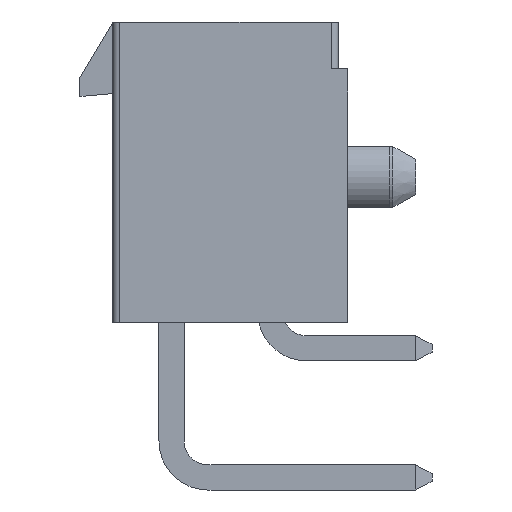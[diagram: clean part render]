
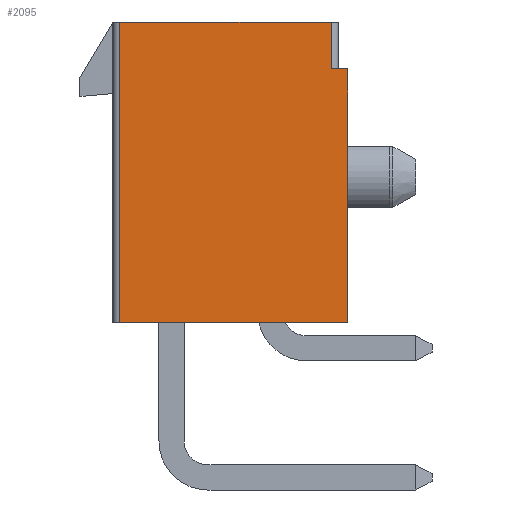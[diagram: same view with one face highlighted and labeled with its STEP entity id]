
A CAD part, left-side view. The second image highlights one B-rep face of the part: STEP entity #2095.
In plain terms, the highlighted planar face has unit normal (-1, 0, 0).
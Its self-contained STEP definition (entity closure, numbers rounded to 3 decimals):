
#26=DIRECTION('',(0.,1.,0.));
#27=VECTOR('',#26,9.);
#28=CARTESIAN_POINT('',(-4.8,0.7,0.));
#29=LINE('',#28,#27);
#151=DIRECTION('',(0.,0.,1.));
#152=VECTOR('',#151,12.8);
#153=CARTESIAN_POINT('',(-4.8,9.7,-12.8));
#154=LINE('',#153,#152);
#160=DIRECTION('',(0.,1.,0.));
#161=VECTOR('',#160,0.7);
#162=CARTESIAN_POINT('',(-4.8,0.,-2.));
#163=LINE('',#162,#161);
#164=DIRECTION('',(0.,1.,0.));
#165=VECTOR('',#164,9.7);
#166=CARTESIAN_POINT('',(-4.8,0.,-12.8));
#167=LINE('',#166,#165);
#168=DIRECTION('',(0.,0.,1.));
#169=VECTOR('',#168,2.);
#170=CARTESIAN_POINT('',(-4.8,0.7,-2.));
#171=LINE('',#170,#169);
#295=DIRECTION('',(0.,0.,1.));
#296=VECTOR('',#295,10.8);
#297=CARTESIAN_POINT('',(-4.8,0.,-12.8));
#298=LINE('',#297,#296);
#1621=CARTESIAN_POINT('',(-4.8,9.7,0.));
#1622=VERTEX_POINT('',#1621);
#1623=CARTESIAN_POINT('',(-4.8,9.7,-12.8));
#1624=VERTEX_POINT('',#1623);
#1625=CARTESIAN_POINT('',(-4.8,0.7,0.));
#1627=VERTEX_POINT('',#1625);
#1689=CARTESIAN_POINT('',(-4.8,0.,-12.8));
#1690=CARTESIAN_POINT('',(-4.8,0.,-2.));
#1691=VERTEX_POINT('',#1689);
#1692=VERTEX_POINT('',#1690);
#1703=CARTESIAN_POINT('',(-4.8,0.7,-2.));
#1704=VERTEX_POINT('',#1703);
#2078=CARTESIAN_POINT('',(-4.8,0.4,0.));
#2079=DIRECTION('',(-1.,0.,0.));
#2080=DIRECTION('',(0.,1.,0.));
#2081=AXIS2_PLACEMENT_3D('',#2078,#2079,#2080);
#2082=PLANE('',#2081);
#2084=ORIENTED_EDGE('',*,*,#2083,.F.);
#2086=ORIENTED_EDGE('',*,*,#2085,.F.);
#2088=ORIENTED_EDGE('',*,*,#2087,.F.);
#2090=ORIENTED_EDGE('',*,*,#2089,.T.);
#2091=ORIENTED_EDGE('',*,*,#2071,.T.);
#2092=ORIENTED_EDGE('',*,*,#1956,.F.);
#2093=EDGE_LOOP('',(#2084,#2086,#2088,#2090,#2091,#2092));
#2094=FACE_OUTER_BOUND('',#2093,.F.);
#2095=ADVANCED_FACE('',(#2094),#2082,.T.);
#1956=EDGE_CURVE('',#1627,#1622,#29,.T.);
#2071=EDGE_CURVE('',#1624,#1622,#154,.T.);
#2083=EDGE_CURVE('',#1704,#1627,#171,.T.);
#2085=EDGE_CURVE('',#1692,#1704,#163,.T.);
#2087=EDGE_CURVE('',#1691,#1692,#298,.T.);
#2089=EDGE_CURVE('',#1691,#1624,#167,.T.);
